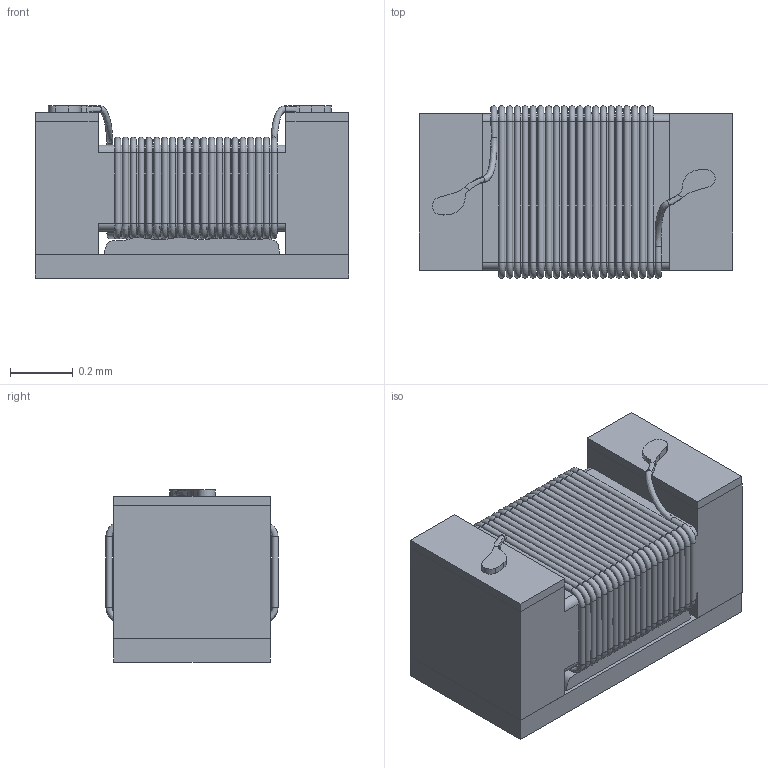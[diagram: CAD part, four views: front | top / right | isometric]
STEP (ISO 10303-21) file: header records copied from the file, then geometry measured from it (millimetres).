
FILE_DESCRIPTION(/* description */ ('Unknown'),/* implementation_level */ '2;1');
FILE_NAME(/* name */ '0402_7447650xxx',/* time_stamp */ '2024-02-21T13:09:08+01:00',/* author */ ('Unknown'),/* organization */ ('Unknown'),/* preprocessor_version */ 'ST-DEVELOPER v18.102',/* originating_system */ 'Unknown',/* authorisation */ ' ');
FILE_SCHEMA (('CONFIG_CONTROL_DESIGN'));
Length unit declared in the file: metre
Products named in the file (4): id3; Kern; Grundplatte; Pin
Assembly tree (4 placements, depth 2):
  id3
    Kern
    Grundplatte
    Pin  x2
Bounding box: 1 x 0.55 x 0.55 mm (x, y, z)
Volume: 0.2 mm3; surface area: 6.2 mm2
Topology: 5 solids, 5 shells, 234 faces, 492 edges, 269 vertices
Faces by surface type: cylinder 99, bspline 53, torus 42, plane 40
Full cylindrical faces by diameter (mm): 0.02 x85
Entity records: 9211 total; most frequent: CARTESIAN_POINT 3727, DIRECTION 844, ORIENTED_EDGE 612, EDGE_LOOP 400, FACE_BOUND 400, AXIS2_PLACEMENT_3D 377, EDGE_CURVE 306, VERTEX_POINT 258
